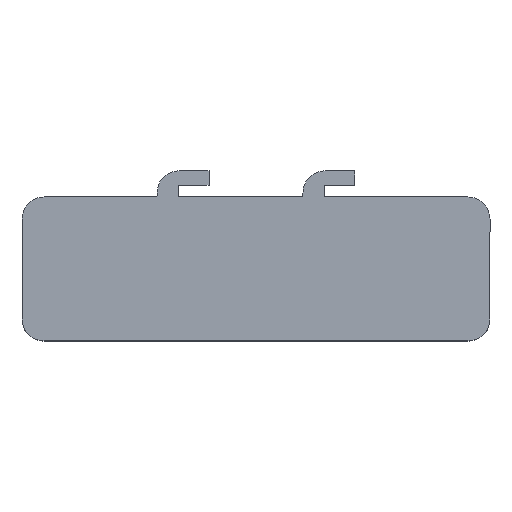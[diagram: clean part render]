
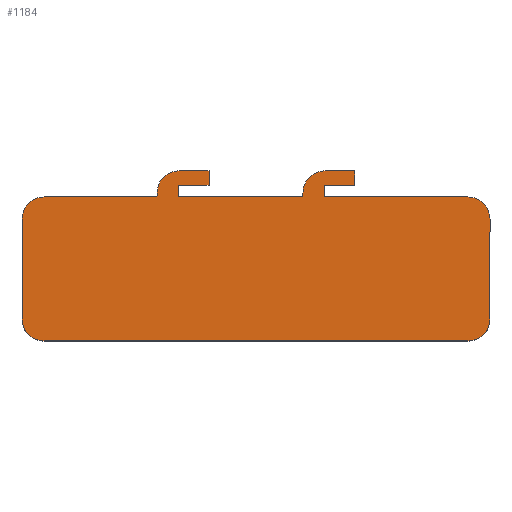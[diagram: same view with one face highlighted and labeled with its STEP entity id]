
A CAD part, top view. The second image highlights one B-rep face of the part: STEP entity #1184.
In plain terms, the highlighted planar face has unit normal (0, 0, 1).
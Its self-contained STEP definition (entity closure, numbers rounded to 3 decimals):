
#154=CARTESIAN_POINT('',(48.387,0.0,0.0));
#155=VERTEX_POINT('',#154);
#156=CARTESIAN_POINT('',(48.387,4.064,0.0));
#157=VERTEX_POINT('',#156);
#158=CARTESIAN_POINT('',(48.387,0.0,0.0));
#159=DIRECTION('',(0.0,1.0,0.0));
#160=VECTOR('',#159,4.064);
#161=LINE('',#158,#160);
#162=EDGE_CURVE('',#155,#157,#161,.T.);
#194=CARTESIAN_POINT('',(71.247,26.924,0.0));
#195=VERTEX_POINT('',#194);
#196=CARTESIAN_POINT('',(71.247,4.064,0.0));
#197=DIRECTION('',(0.0,0.0,-1.0));
#198=DIRECTION('',(-0.707,0.707,0.0));
#199=AXIS2_PLACEMENT_3D('',#196,#197,#198);
#200=CIRCLE('',#199,22.86);
#201=EDGE_CURVE('',#157,#195,#200,.T.);
#227=CARTESIAN_POINT('',(101.981,26.924,0.0));
#228=VERTEX_POINT('',#227);
#229=CARTESIAN_POINT('',(71.247,26.924,0.0));
#230=DIRECTION('',(1.0,0.0,0.0));
#231=VECTOR('',#230,30.734);
#232=LINE('',#229,#231);
#233=EDGE_CURVE('',#195,#228,#232,.T.);
#258=CARTESIAN_POINT('',(101.981,11.938,0.0));
#259=VERTEX_POINT('',#258);
#260=CARTESIAN_POINT('',(101.981,26.924,0.0));
#261=DIRECTION('',(0.0,-1.0,0.0));
#262=VECTOR('',#261,14.986);
#263=LINE('',#260,#262);
#264=EDGE_CURVE('',#228,#259,#263,.T.);
#289=CARTESIAN_POINT('',(70.485,11.938,0.0));
#290=VERTEX_POINT('',#289);
#291=CARTESIAN_POINT('',(101.981,11.938,0.0));
#292=DIRECTION('',(-1.0,0.0,0.0));
#293=VECTOR('',#292,31.496);
#294=LINE('',#291,#293);
#295=EDGE_CURVE('',#259,#290,#294,.T.);
#320=CARTESIAN_POINT('',(70.485,0.0,0.0));
#321=VERTEX_POINT('',#320);
#322=CARTESIAN_POINT('',(70.485,11.938,0.0));
#323=DIRECTION('',(0.0,-1.0,0.0));
#324=VECTOR('',#323,11.938);
#325=LINE('',#322,#324);
#326=EDGE_CURVE('',#290,#321,#325,.T.);
#374=CARTESIAN_POINT('',(218.186,0.0,0.0));
#375=VERTEX_POINT('',#374);
#376=CARTESIAN_POINT('',(70.485,0.0,0.0));
#377=DIRECTION('',(1.0,0.0,0.0));
#378=VECTOR('',#377,147.701);
#379=LINE('',#376,#378);
#380=EDGE_CURVE('',#321,#375,#379,.T.);
#398=CARTESIAN_POINT('',(-218.186,0.0,0.0));
#399=VERTEX_POINT('',#398);
#406=CARTESIAN_POINT('',(-101.981,0.0,0.0));
#407=VERTEX_POINT('',#406);
#408=CARTESIAN_POINT('',(-218.186,0.0,0.0));
#409=DIRECTION('',(1.0,0.0,0.0));
#410=VECTOR('',#409,116.205);
#411=LINE('',#408,#410);
#412=EDGE_CURVE('',#399,#407,#411,.T.);
#430=CARTESIAN_POINT('',(-79.883,0.0,0.0));
#431=VERTEX_POINT('',#430);
#438=CARTESIAN_POINT('',(-79.883,0.0,0.0));
#439=DIRECTION('',(1.0,0.0,0.0));
#440=VECTOR('',#439,128.27);
#441=LINE('',#438,#440);
#442=EDGE_CURVE('',#431,#155,#441,.T.);
#452=CARTESIAN_POINT('',(-101.981,4.064,0.0));
#453=VERTEX_POINT('',#452);
#454=CARTESIAN_POINT('',(-101.981,0.0,0.0));
#455=DIRECTION('',(0.0,1.0,0.0));
#456=VECTOR('',#455,4.064);
#457=LINE('',#454,#456);
#458=EDGE_CURVE('',#407,#453,#457,.T.);
#483=CARTESIAN_POINT('',(-79.121,26.924,0.0));
#484=VERTEX_POINT('',#483);
#485=CARTESIAN_POINT('',(-79.121,4.064,0.0));
#486=DIRECTION('',(0.0,0.0,-1.0));
#487=DIRECTION('',(-0.707,0.707,0.0));
#488=AXIS2_PLACEMENT_3D('',#485,#486,#487);
#489=CIRCLE('',#488,22.86);
#490=EDGE_CURVE('',#453,#484,#489,.T.);
#516=CARTESIAN_POINT('',(-48.387,26.924,0.0));
#517=VERTEX_POINT('',#516);
#518=CARTESIAN_POINT('',(-79.121,26.924,0.0));
#519=DIRECTION('',(1.0,0.0,0.0));
#520=VECTOR('',#519,30.734);
#521=LINE('',#518,#520);
#522=EDGE_CURVE('',#484,#517,#521,.T.);
#547=CARTESIAN_POINT('',(-48.387,11.938,0.0));
#548=VERTEX_POINT('',#547);
#549=CARTESIAN_POINT('',(-48.387,26.924,0.0));
#550=DIRECTION('',(0.0,-1.0,0.0));
#551=VECTOR('',#550,14.986);
#552=LINE('',#549,#551);
#553=EDGE_CURVE('',#517,#548,#552,.T.);
#578=CARTESIAN_POINT('',(-79.883,11.938,0.0));
#579=VERTEX_POINT('',#578);
#580=CARTESIAN_POINT('',(-48.387,11.938,0.0));
#581=DIRECTION('',(-1.0,0.0,0.0));
#582=VECTOR('',#581,31.496);
#583=LINE('',#580,#582);
#584=EDGE_CURVE('',#548,#579,#583,.T.);
#609=CARTESIAN_POINT('',(-79.883,11.938,0.0));
#610=DIRECTION('',(0.0,-1.0,0.0));
#611=VECTOR('',#610,11.938);
#612=LINE('',#609,#611);
#613=EDGE_CURVE('',#579,#431,#612,.T.);
#918=CARTESIAN_POINT('',(218.186,-148.336,0.0));
#919=VERTEX_POINT('',#918);
#920=CARTESIAN_POINT('',(-218.186,-148.336,0.0));
#921=VERTEX_POINT('',#920);
#922=CARTESIAN_POINT('',(218.186,-148.336,0.0));
#923=DIRECTION('',(-1.0,0.0,0.0));
#924=VECTOR('',#923,436.372);
#925=LINE('',#922,#924);
#926=EDGE_CURVE('',#919,#921,#925,.T.);
#958=CARTESIAN_POINT('',(-241.046,-125.476,0.0));
#959=VERTEX_POINT('',#958);
#960=CARTESIAN_POINT('',(-218.186,-125.476,0.0));
#961=DIRECTION('',(0.0,0.0,-1.0));
#962=DIRECTION('',(-0.707,-0.707,0.0));
#963=AXIS2_PLACEMENT_3D('',#960,#961,#962);
#964=CIRCLE('',#963,22.86);
#965=EDGE_CURVE('',#921,#959,#964,.T.);
#991=CARTESIAN_POINT('',(-241.046,-22.86,0.0));
#992=VERTEX_POINT('',#991);
#993=CARTESIAN_POINT('',(-241.046,-125.476,0.0));
#994=DIRECTION('',(0.0,1.0,0.0));
#995=VECTOR('',#994,102.616);
#996=LINE('',#993,#995);
#997=EDGE_CURVE('',#959,#992,#996,.T.);
#1022=CARTESIAN_POINT('',(-218.186,-22.86,0.0));
#1023=DIRECTION('',(0.0,0.0,-1.0));
#1024=DIRECTION('',(-0.707,0.707,0.0));
#1025=AXIS2_PLACEMENT_3D('',#1022,#1023,#1024);
#1026=CIRCLE('',#1025,22.86);
#1027=EDGE_CURVE('',#992,#399,#1026,.T.);
#1046=CARTESIAN_POINT('',(241.046,-22.86,0.0));
#1047=VERTEX_POINT('',#1046);
#1048=CARTESIAN_POINT('',(218.186,-22.86,0.0));
#1049=DIRECTION('',(0.0,0.0,-1.0));
#1050=DIRECTION('',(0.707,0.707,0.0));
#1051=AXIS2_PLACEMENT_3D('',#1048,#1049,#1050);
#1052=CIRCLE('',#1051,22.86);
#1053=EDGE_CURVE('',#375,#1047,#1052,.T.);
#1079=CARTESIAN_POINT('',(241.046,-125.476,0.0));
#1080=VERTEX_POINT('',#1079);
#1081=CARTESIAN_POINT('',(241.046,-22.86,0.0));
#1082=DIRECTION('',(0.0,-1.0,0.0));
#1083=VECTOR('',#1082,102.616);
#1084=LINE('',#1081,#1083);
#1085=EDGE_CURVE('',#1047,#1080,#1084,.T.);
#1110=CARTESIAN_POINT('',(218.186,-125.476,0.0));
#1111=DIRECTION('',(0.0,0.0,-1.0));
#1112=DIRECTION('',(0.707,-0.707,0.0));
#1113=AXIS2_PLACEMENT_3D('',#1110,#1111,#1112);
#1114=CIRCLE('',#1113,22.86);
#1115=EDGE_CURVE('',#1080,#919,#1114,.T.);
#1155=CARTESIAN_POINT('',(218.186,-148.336,0.0));
#1156=DIRECTION('',(0.0,0.0,-1.0));
#1157=DIRECTION('',(-1.0,0.0,0.0));
#1158=AXIS2_PLACEMENT_3D('',#1155,#1156,#1157);
#1159=PLANE('',#1158);
#1160=ORIENTED_EDGE('',*,*,#926,.F.);
#1161=ORIENTED_EDGE('',*,*,#1115,.F.);
#1162=ORIENTED_EDGE('',*,*,#1085,.F.);
#1163=ORIENTED_EDGE('',*,*,#1053,.F.);
#1164=ORIENTED_EDGE('',*,*,#380,.F.);
#1165=ORIENTED_EDGE('',*,*,#326,.F.);
#1166=ORIENTED_EDGE('',*,*,#295,.F.);
#1167=ORIENTED_EDGE('',*,*,#264,.F.);
#1168=ORIENTED_EDGE('',*,*,#233,.F.);
#1169=ORIENTED_EDGE('',*,*,#201,.F.);
#1170=ORIENTED_EDGE('',*,*,#162,.F.);
#1171=ORIENTED_EDGE('',*,*,#442,.F.);
#1172=ORIENTED_EDGE('',*,*,#613,.F.);
#1173=ORIENTED_EDGE('',*,*,#584,.F.);
#1174=ORIENTED_EDGE('',*,*,#553,.F.);
#1175=ORIENTED_EDGE('',*,*,#522,.F.);
#1176=ORIENTED_EDGE('',*,*,#490,.F.);
#1177=ORIENTED_EDGE('',*,*,#458,.F.);
#1178=ORIENTED_EDGE('',*,*,#412,.F.);
#1179=ORIENTED_EDGE('',*,*,#1027,.F.);
#1180=ORIENTED_EDGE('',*,*,#997,.F.);
#1181=ORIENTED_EDGE('',*,*,#965,.F.);
#1182=EDGE_LOOP('',(#1160,#1161,#1162,#1163,#1164,#1165,#1166,#1167,#1168,#1169,#1170,#1171,#1172,#1173,#1174,#1175,#1176,#1177,#1178,#1179,#1180,#1181));
#1183=FACE_OUTER_BOUND('',#1182,.T.);
#1184=ADVANCED_FACE('',(#1183),#1159,.F.);
